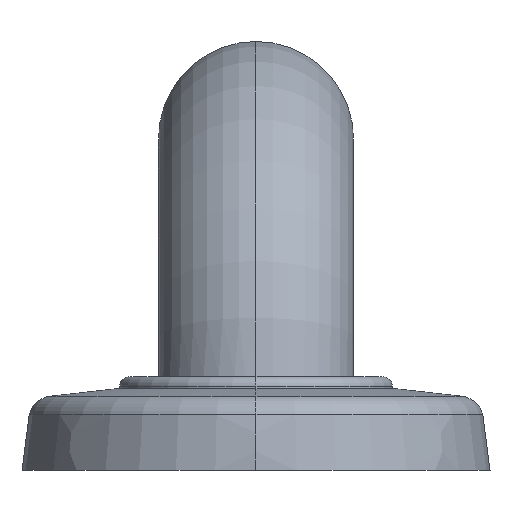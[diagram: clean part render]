
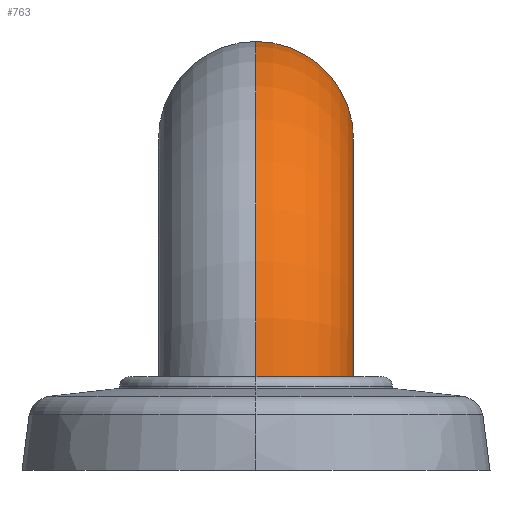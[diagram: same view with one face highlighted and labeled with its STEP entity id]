
A CAD part, left-side view. The second image highlights one B-rep face of the part: STEP entity #763.
In plain terms, the highlighted toroidal (fillet/blend) face has major radius 41.275 mm and minor radius 15.875 mm.
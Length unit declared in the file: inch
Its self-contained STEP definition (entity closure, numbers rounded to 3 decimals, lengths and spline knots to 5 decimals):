
#212=CARTESIAN_POINT('',(-10.375,0.,2.125));
#213=DIRECTION('',(1.,0.,0.));
#214=DIRECTION('',(0.,0.,1.));
#215=AXIS2_PLACEMENT_3D('',#212,#213,#214);
#221=CARTESIAN_POINT('',(-10.375,0.,0.5));
#222=DIRECTION('',(0.,1.,0.));
#223=DIRECTION('',(-0.999,0.,0.044));
#224=AXIS2_PLACEMENT_3D('',#221,#222,#223);
#226=CARTESIAN_POINT('',(-11.36999,0.,0.6));
#260=CARTESIAN_POINT('',(-12.62278,0.,0.6));
#262=CARTESIAN_POINT('',(-12.62278,0.,0.6));
#263=CARTESIAN_POINT('',(-12.62278,-0.02049,0.6));
#264=CARTESIAN_POINT('',(-12.62077,-0.06125,0.6));
#265=CARTESIAN_POINT('',(-12.61174,-0.12211,0.6));
#266=CARTESIAN_POINT('',(-12.59685,-0.18155,0.6));
#267=CARTESIAN_POINT('',(-12.5761,-0.23951,0.6));
#268=CARTESIAN_POINT('',(-12.54989,-0.2949,0.6));
#269=CARTESIAN_POINT('',(-12.51823,-0.3477,0.6));
#270=CARTESIAN_POINT('',(-12.48167,-0.39697,0.6));
#271=CARTESIAN_POINT('',(-12.44036,-0.44253,0.6));
#272=CARTESIAN_POINT('',(-12.39477,-0.48382,0.6));
#273=CARTESIAN_POINT('',(-12.34544,-0.52038,0.6));
#274=CARTESIAN_POINT('',(-12.29256,-0.55205,0.6));
#275=CARTESIAN_POINT('',(-12.23707,-0.57828,0.6));
#276=CARTESIAN_POINT('',(-12.17897,-0.59905,0.6));
#277=CARTESIAN_POINT('',(-12.11937,-0.61396,0.6));
#278=CARTESIAN_POINT('',(-12.05834,-0.623,0.6));
#279=CARTESIAN_POINT('',(-11.99682,-0.626,0.6));
#280=CARTESIAN_POINT('',(-11.9353,-0.62298,0.6));
#281=CARTESIAN_POINT('',(-11.87423,-0.61392,0.6));
#282=CARTESIAN_POINT('',(-11.81454,-0.59897,0.6));
#283=CARTESIAN_POINT('',(-11.75633,-0.57815,0.6));
#284=CARTESIAN_POINT('',(-11.70072,-0.55186,0.6));
#285=CARTESIAN_POINT('',(-11.6477,-0.52012,0.6));
#286=CARTESIAN_POINT('',(-11.59825,-0.48347,0.6));
#287=CARTESIAN_POINT('',(-11.55255,-0.4421,0.6));
#288=CARTESIAN_POINT('',(-11.51116,-0.39647,0.6));
#289=CARTESIAN_POINT('',(-11.47453,-0.34715,0.6));
#290=CARTESIAN_POINT('',(-11.44284,-0.29434,0.6));
#291=CARTESIAN_POINT('',(-11.41663,-0.23899,0.6));
#292=CARTESIAN_POINT('',(-11.39588,-0.18111,0.6));
#293=CARTESIAN_POINT('',(-11.38101,-0.12179,0.6));
#294=CARTESIAN_POINT('',(-11.37199,-0.06107,0.6));
#295=CARTESIAN_POINT('',(-11.36999,-0.02043,0.6));
#296=CARTESIAN_POINT('',(-11.36999,0.,0.6));
#416=CARTESIAN_POINT('',(-10.375,0.,0.5));
#417=DIRECTION('',(0.,1.,0.));
#418=DIRECTION('',(-0.995,0.,0.1));
#419=AXIS2_PLACEMENT_3D('',#416,#417,#418);
#486=CARTESIAN_POINT('',(-10.375,0.,1.5));
#487=CARTESIAN_POINT('',(-10.375,0.,2.75));
#488=VERTEX_POINT('',#486);
#489=VERTEX_POINT('',#487);
#496=VERTEX_POINT('',#226);
#497=VERTEX_POINT('',#260);
#749=CARTESIAN_POINT('',(-10.375,0.,0.5));
#750=DIRECTION('',(0.,1.,0.));
#751=DIRECTION('',(1.,0.,0.));
#752=AXIS2_PLACEMENT_3D('',#749,#750,#751);
#753=TOROIDAL_SURFACE('',#752,1.625,0.625);
#755=ORIENTED_EDGE('',*,*,#754,.F.);
#757=ORIENTED_EDGE('',*,*,#756,.T.);
#758=ORIENTED_EDGE('',*,*,#739,.T.);
#760=ORIENTED_EDGE('',*,*,#759,.F.);
#761=EDGE_LOOP('',(#755,#757,#758,#760));
#762=FACE_OUTER_BOUND('',#761,.F.);
#763=ADVANCED_FACE('',(#762),#753,.T.);
#216=CIRCLE('',#215,0.625);
#225=CIRCLE('',#224,2.25);
#297=B_SPLINE_CURVE_WITH_KNOTS('',3,(#262,#263,#264,#265,#266,#267,#268,#269,
#270,#271,#272,#273,#274,#275,#276,#277,#278,#279,#280,#281,#282,#283,#284,#285,
#286,#287,#288,#289,#290,#291,#292,#293,#294,#295,#296),.UNSPECIFIED.,.F.,.F.,
(4,1,1,1,1,1,1,1,1,1,1,1,1,1,1,1,1,1,1,1,1,1,1,1,1,1,1,1,1,1,1,1,4),(0.,
0.03125,0.0625,0.09375,0.125,0.15625,0.1875,0.21875,0.25,0.28125,
0.3125,0.34375,0.375,0.40625,0.4375,0.46875,0.5,0.53125,
0.5625,0.59375,0.625,0.65625,0.6875,0.71875,0.75,0.78125,
0.8125,0.84375,0.875,0.90625,0.9375,0.96875,1.),.UNSPECIFIED.);
#420=CIRCLE('',#419,1.);
#739=EDGE_CURVE('',#489,#488,#216,.T.);
#754=EDGE_CURVE('',#497,#496,#297,.T.);
#756=EDGE_CURVE('',#497,#489,#225,.T.);
#759=EDGE_CURVE('',#496,#488,#420,.T.);
